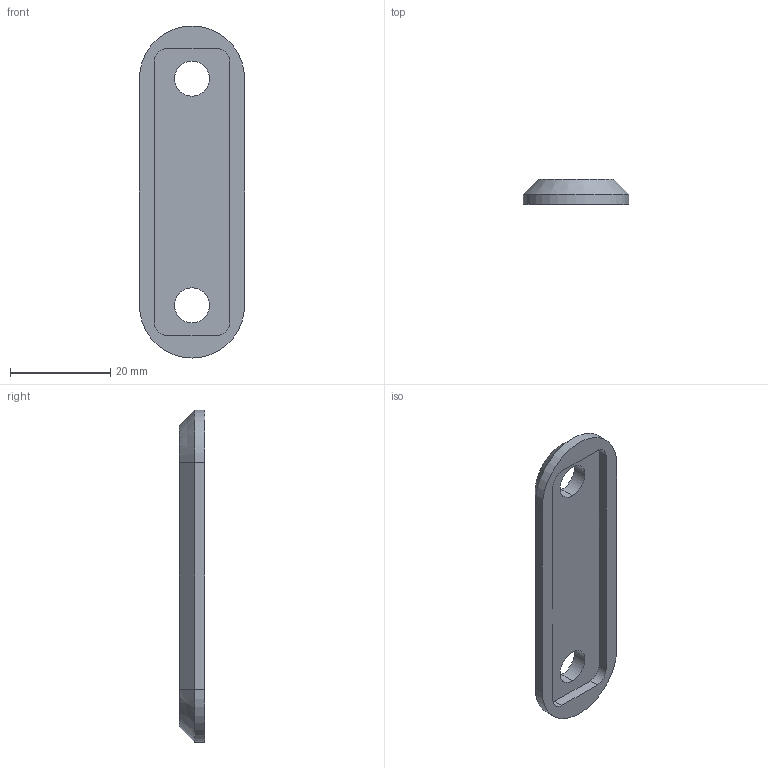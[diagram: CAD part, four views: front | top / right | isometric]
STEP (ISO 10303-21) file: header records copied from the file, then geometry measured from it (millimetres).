
FILE_DESCRIPTION (( 'STEP AP214' ), '1' );
FILE_NAME ('Part3.STEP', '2025-10-07T09:32:43', ( '' ), ( '' ), 'SwSTEP 2.0', 'SolidWorks 2025', '' );
FILE_SCHEMA (( 'AUTOMOTIVE_DESIGN' ));
Length unit declared in the file: millimetre
Products named in the file (1): Part3
Bounding box: 21 x 5 x 66.25 mm (x, y, z)
Volume: 3869.5 mm3; surface area: 3347.3 mm2
Topology: 1 solids, 1 shells, 25 faces, 61 edges, 39 vertices
Faces by surface type: cylinder 11, plane 11, cone 3
Entity records: 1046 total; most frequent: DIRECTION 138, CARTESIAN_POINT 126, ORIENTED_EDGE 122, EDGE_CURVE 61, AXIS2_PLACEMENT_3D 51, VERTEX_POINT 39, VECTOR 36, LINE 36
